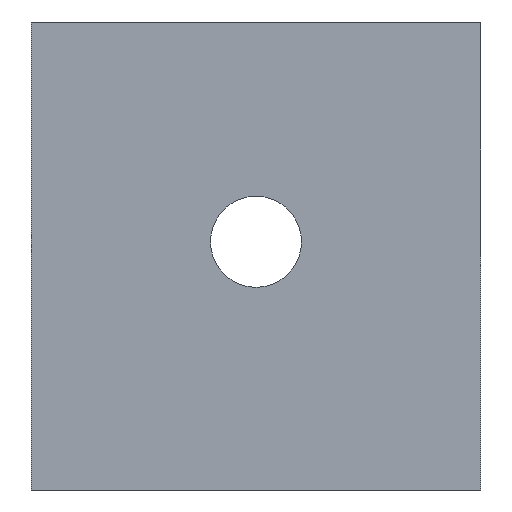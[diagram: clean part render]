
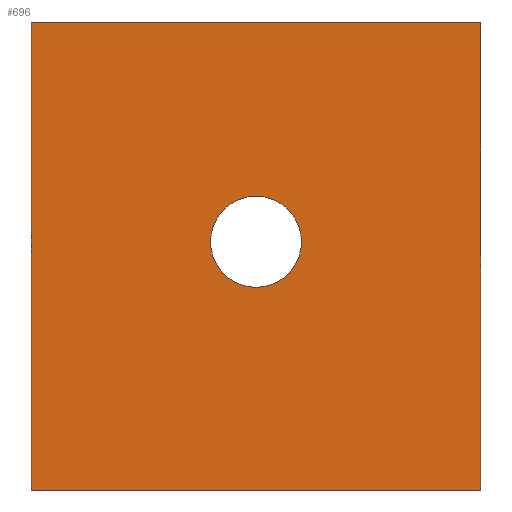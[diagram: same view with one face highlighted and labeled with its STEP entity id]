
A CAD part, left-side view. The second image highlights one B-rep face of the part: STEP entity #696.
In plain terms, the highlighted planar face has unit normal (-1, 0, 0).
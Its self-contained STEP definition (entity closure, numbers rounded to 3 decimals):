
#3 = CARTESIAN_POINT ( 'NONE',  ( 0., 12.35, -9.07 ) ) ;
#42 = VERTEX_POINT ( 'NONE', #62 ) ;
#62 = CARTESIAN_POINT ( 'NONE',  ( 0., 0., -22.7 ) ) ;
#84 = DIRECTION ( 'NONE',  ( 1., 0., 0. ) ) ;
#92 = VECTOR ( 'NONE', #169, 1000. ) ;
#96 = VERTEX_POINT ( 'NONE', #729 ) ;
#105 = LINE ( 'NONE', #256, #697 ) ;
#110 = ORIENTED_EDGE ( 'NONE', *, *, #862, .T. ) ;
#141 = DIRECTION ( 'NONE',  ( 0., 0., -1. ) ) ;
#165 = CARTESIAN_POINT ( 'NONE',  ( 0., 24.7, 3. ) ) ;
#169 = DIRECTION ( 'NONE',  ( 0., 0., 1. ) ) ;
#202 = VECTOR ( 'NONE', #667, 1000. ) ;
#212 = CARTESIAN_POINT ( 'NONE',  ( 0., 6., 0. ) ) ;
#217 = AXIS2_PLACEMENT_3D ( 'NONE', #3, #548, #809 ) ;
#251 = EDGE_CURVE ( 'NONE', #350, #302, #465, .T. ) ;
#256 = CARTESIAN_POINT ( 'NONE',  ( 0., 24.7, 0. ) ) ;
#288 = CARTESIAN_POINT ( 'NONE',  ( 0., 6., -22.7 ) ) ;
#289 = CARTESIAN_POINT ( 'NONE',  ( 0., 12.35, -11.57 ) ) ;
#302 = VERTEX_POINT ( 'NONE', #289 ) ;
#310 = CARTESIAN_POINT ( 'NONE',  ( 0., 0., 0. ) ) ;
#313 = LINE ( 'NONE', #774, #360 ) ;
#342 = EDGE_LOOP ( 'NONE', ( #401, #526, #846, #790 ) ) ;
#347 = AXIS2_PLACEMENT_3D ( 'NONE', #212, #869, #141 ) ;
#350 = VERTEX_POINT ( 'NONE', #403 ) ;
#360 = VECTOR ( 'NONE', #586, 1000. ) ;
#364 = EDGE_LOOP ( 'NONE', ( #110, #781 ) ) ;
#381 = VERTEX_POINT ( 'NONE', #165 ) ;
#399 = DIRECTION ( 'NONE',  ( 0., 0., 1. ) ) ;
#401 = ORIENTED_EDGE ( 'NONE', *, *, #599, .T. ) ;
#403 = CARTESIAN_POINT ( 'NONE',  ( 0., 12.35, -6.57 ) ) ;
#444 = VERTEX_POINT ( 'NONE', #486 ) ;
#451 = AXIS2_PLACEMENT_3D ( 'NONE', #818, #84, #753 ) ;
#465 = CIRCLE ( 'NONE', #217, 2.5 ) ;
#486 = CARTESIAN_POINT ( 'NONE',  ( 0., 0., 3. ) ) ;
#512 = FACE_BOUND ( 'NONE', #364, .T. ) ;
#526 = ORIENTED_EDGE ( 'NONE', *, *, #601, .F. ) ;
#548 = DIRECTION ( 'NONE',  ( 1., 0., 0. ) ) ;
#575 = EDGE_CURVE ( 'NONE', #96, #381, #105, .T. ) ;
#586 = DIRECTION ( 'NONE',  ( 0., -1., 0. ) ) ;
#599 = EDGE_CURVE ( 'NONE', #42, #444, #762, .T. ) ;
#601 = EDGE_CURVE ( 'NONE', #381, #444, #313, .T. ) ;
#663 = LINE ( 'NONE', #288, #202 ) ;
#667 = DIRECTION ( 'NONE',  ( 0., -1., 0. ) ) ;
#696 = ADVANCED_FACE ( 'NONE', ( #512, #771 ), #705, .F. ) ;
#697 = VECTOR ( 'NONE', #399, 1000. ) ;
#705 = PLANE ( 'NONE',  #347 ) ;
#729 = CARTESIAN_POINT ( 'NONE',  ( 0., 24.7, -22.7 ) ) ;
#753 = DIRECTION ( 'NONE',  ( 0., 0., -1. ) ) ;
#762 = LINE ( 'NONE', #310, #92 ) ;
#771 = FACE_OUTER_BOUND ( 'NONE', #342, .T. ) ;
#774 = CARTESIAN_POINT ( 'NONE',  ( 0., 24.7, 3. ) ) ;
#779 = CIRCLE ( 'NONE', #451, 2.5 ) ;
#781 = ORIENTED_EDGE ( 'NONE', *, *, #251, .T. ) ;
#790 = ORIENTED_EDGE ( 'NONE', *, *, #803, .T. ) ;
#803 = EDGE_CURVE ( 'NONE', #96, #42, #663, .T. ) ;
#809 = DIRECTION ( 'NONE',  ( 0., 0., -1. ) ) ;
#818 = CARTESIAN_POINT ( 'NONE',  ( 0., 12.35, -9.07 ) ) ;
#846 = ORIENTED_EDGE ( 'NONE', *, *, #575, .F. ) ;
#862 = EDGE_CURVE ( 'NONE', #302, #350, #779, .T. ) ;
#869 = DIRECTION ( 'NONE',  ( 1., 0., 0. ) ) ;
